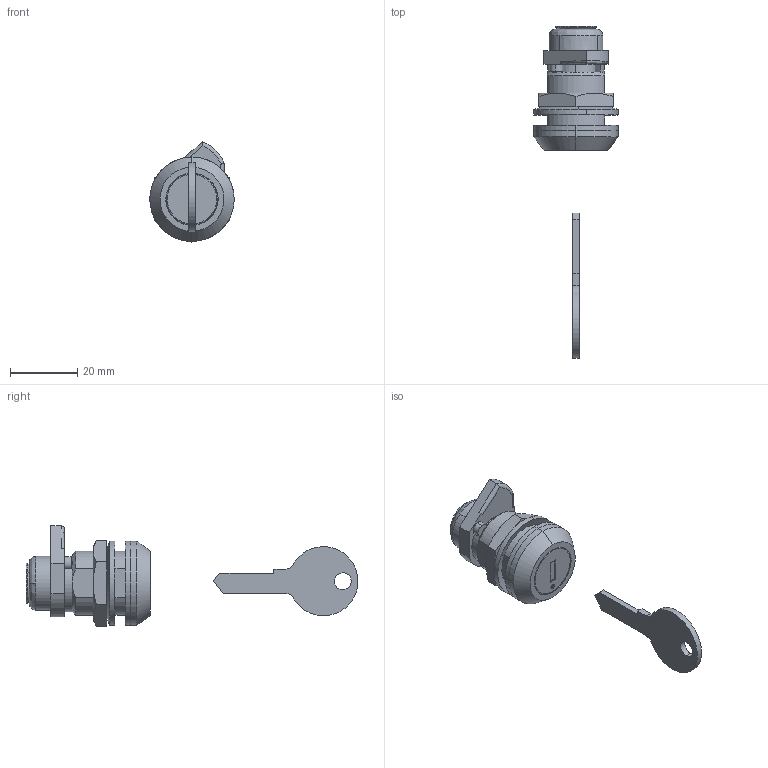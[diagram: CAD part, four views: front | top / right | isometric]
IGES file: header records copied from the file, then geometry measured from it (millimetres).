
Start section: ------------------------------------------------------------------------
Global section: file name: PC011.18096.TL_438_1289.igs; native system: spGate; preprocessor: ver18.9.1 (****-****-****-****); author: Unknown; organization: Unknown; date: 221018.183258; units: millimetre
Bounding box: 25 x 98.51 x 29.7 mm (x, y, z)
Volume: 12111.3 mm3; surface area: 10349.2 mm2
Topology: 9 solids, 9 shells, 145 faces, 379 edges, 260 vertices
Faces by surface type: bspline 145
